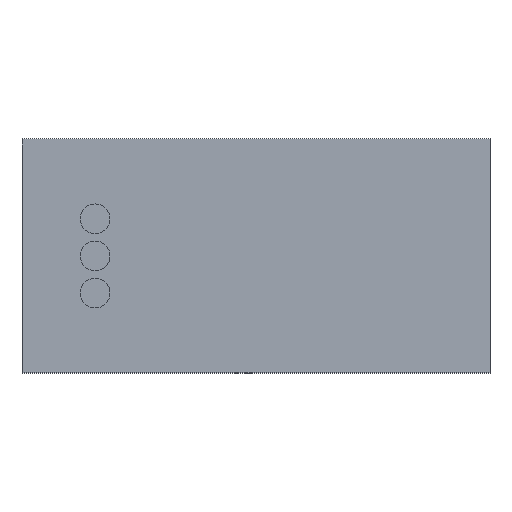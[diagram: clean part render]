
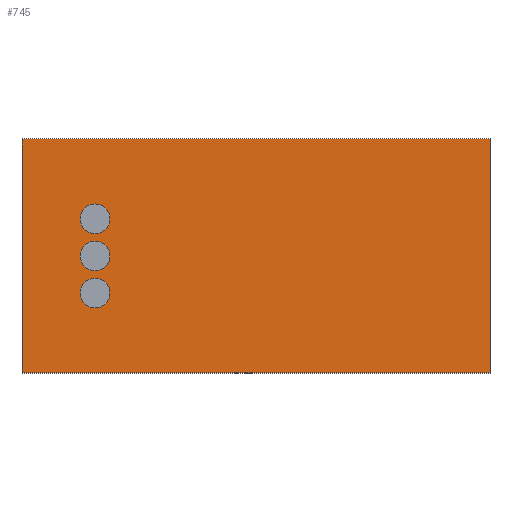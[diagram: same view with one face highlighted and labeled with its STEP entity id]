
A CAD part, top view. The second image highlights one B-rep face of the part: STEP entity #745.
In plain terms, the highlighted planar face has unit normal (0, 0, 1).
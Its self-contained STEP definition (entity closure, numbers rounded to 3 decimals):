
#164 = VERTEX_POINT('',#165);
#165 = CARTESIAN_POINT('',(-16.,8.,2.));
#172 = PLANE('',#173);
#173 = AXIS2_PLACEMENT_3D('',#174,#175,#176);
#174 = CARTESIAN_POINT('',(-16.,8.,0.));
#175 = DIRECTION('',(0.,1.,0.));
#176 = DIRECTION('',(1.,0.,0.));
#184 = PLANE('',#185);
#185 = AXIS2_PLACEMENT_3D('',#186,#187,#188);
#186 = CARTESIAN_POINT('',(-16.,-8.,0.));
#187 = DIRECTION('',(-1.,0.,0.));
#188 = DIRECTION('',(0.,1.,0.));
#196 = EDGE_CURVE('',#164,#197,#199,.T.);
#197 = VERTEX_POINT('',#198);
#198 = CARTESIAN_POINT('',(16.,8.,2.));
#199 = SURFACE_CURVE('',#200,(#204,#211),.PCURVE_S1.);
#200 = LINE('',#201,#202);
#201 = CARTESIAN_POINT('',(-16.,8.,2.));
#202 = VECTOR('',#203,1.);
#203 = DIRECTION('',(1.,0.,0.));
#204 = PCURVE('',#172,#205);
#205 = DEFINITIONAL_REPRESENTATION('',(#206),#210);
#206 = LINE('',#207,#208);
#207 = CARTESIAN_POINT('',(0.,-2.));
#208 = VECTOR('',#209,1.);
#209 = DIRECTION('',(1.,0.));
#210 = ( GEOMETRIC_REPRESENTATION_CONTEXT(2) 
PARAMETRIC_REPRESENTATION_CONTEXT() REPRESENTATION_CONTEXT('2D SPACE',''
  ) );
#211 = PCURVE('',#212,#217);
#212 = PLANE('',#213);
#213 = AXIS2_PLACEMENT_3D('',#214,#215,#216);
#214 = CARTESIAN_POINT('',(0.,0.,2.));
#215 = DIRECTION('',(-0.,-0.,-1.));
#216 = DIRECTION('',(-1.,0.,0.));
#217 = DEFINITIONAL_REPRESENTATION('',(#218),#222);
#218 = LINE('',#219,#220);
#219 = CARTESIAN_POINT('',(16.,8.));
#220 = VECTOR('',#221,1.);
#221 = DIRECTION('',(-1.,0.));
#222 = ( GEOMETRIC_REPRESENTATION_CONTEXT(2) 
PARAMETRIC_REPRESENTATION_CONTEXT() REPRESENTATION_CONTEXT('2D SPACE',''
  ) );
#240 = PLANE('',#241);
#241 = AXIS2_PLACEMENT_3D('',#242,#243,#244);
#242 = CARTESIAN_POINT('',(16.,8.,0.));
#243 = DIRECTION('',(1.,0.,0.));
#244 = DIRECTION('',(0.,-1.,0.));
#282 = EDGE_CURVE('',#197,#283,#285,.T.);
#283 = VERTEX_POINT('',#284);
#284 = CARTESIAN_POINT('',(16.,-8.,2.));
#285 = SURFACE_CURVE('',#286,(#290,#297),.PCURVE_S1.);
#286 = LINE('',#287,#288);
#287 = CARTESIAN_POINT('',(16.,8.,2.));
#288 = VECTOR('',#289,1.);
#289 = DIRECTION('',(0.,-1.,0.));
#290 = PCURVE('',#240,#291);
#291 = DEFINITIONAL_REPRESENTATION('',(#292),#296);
#292 = LINE('',#293,#294);
#293 = CARTESIAN_POINT('',(0.,-2.));
#294 = VECTOR('',#295,1.);
#295 = DIRECTION('',(1.,0.));
#296 = ( GEOMETRIC_REPRESENTATION_CONTEXT(2) 
PARAMETRIC_REPRESENTATION_CONTEXT() REPRESENTATION_CONTEXT('2D SPACE',''
  ) );
#297 = PCURVE('',#212,#298);
#298 = DEFINITIONAL_REPRESENTATION('',(#299),#303);
#299 = LINE('',#300,#301);
#300 = CARTESIAN_POINT('',(-16.,8.));
#301 = VECTOR('',#302,1.);
#302 = DIRECTION('',(0.,-1.));
#303 = ( GEOMETRIC_REPRESENTATION_CONTEXT(2) 
PARAMETRIC_REPRESENTATION_CONTEXT() REPRESENTATION_CONTEXT('2D SPACE',''
  ) );
#321 = PLANE('',#322);
#322 = AXIS2_PLACEMENT_3D('',#323,#324,#325);
#323 = CARTESIAN_POINT('',(16.,-8.,0.));
#324 = DIRECTION('',(0.,-1.,0.));
#325 = DIRECTION('',(-1.,0.,0.));
#358 = EDGE_CURVE('',#283,#359,#361,.T.);
#359 = VERTEX_POINT('',#360);
#360 = CARTESIAN_POINT('',(-16.,-8.,2.));
#361 = SURFACE_CURVE('',#362,(#366,#373),.PCURVE_S1.);
#362 = LINE('',#363,#364);
#363 = CARTESIAN_POINT('',(16.,-8.,2.));
#364 = VECTOR('',#365,1.);
#365 = DIRECTION('',(-1.,0.,0.));
#366 = PCURVE('',#321,#367);
#367 = DEFINITIONAL_REPRESENTATION('',(#368),#372);
#368 = LINE('',#369,#370);
#369 = CARTESIAN_POINT('',(0.,-2.));
#370 = VECTOR('',#371,1.);
#371 = DIRECTION('',(1.,0.));
#372 = ( GEOMETRIC_REPRESENTATION_CONTEXT(2) 
PARAMETRIC_REPRESENTATION_CONTEXT() REPRESENTATION_CONTEXT('2D SPACE',''
  ) );
#373 = PCURVE('',#212,#374);
#374 = DEFINITIONAL_REPRESENTATION('',(#375),#379);
#375 = LINE('',#376,#377);
#376 = CARTESIAN_POINT('',(-16.,-8.));
#377 = VECTOR('',#378,1.);
#378 = DIRECTION('',(1.,0.));
#379 = ( GEOMETRIC_REPRESENTATION_CONTEXT(2) 
PARAMETRIC_REPRESENTATION_CONTEXT() REPRESENTATION_CONTEXT('2D SPACE',''
  ) );
#429 = EDGE_CURVE('',#359,#164,#430,.T.);
#430 = SURFACE_CURVE('',#431,(#435,#442),.PCURVE_S1.);
#431 = LINE('',#432,#433);
#432 = CARTESIAN_POINT('',(-16.,-8.,2.));
#433 = VECTOR('',#434,1.);
#434 = DIRECTION('',(0.,1.,0.));
#435 = PCURVE('',#184,#436);
#436 = DEFINITIONAL_REPRESENTATION('',(#437),#441);
#437 = LINE('',#438,#439);
#438 = CARTESIAN_POINT('',(0.,-2.));
#439 = VECTOR('',#440,1.);
#440 = DIRECTION('',(1.,0.));
#441 = ( GEOMETRIC_REPRESENTATION_CONTEXT(2) 
PARAMETRIC_REPRESENTATION_CONTEXT() REPRESENTATION_CONTEXT('2D SPACE',''
  ) );
#442 = PCURVE('',#212,#443);
#443 = DEFINITIONAL_REPRESENTATION('',(#444),#448);
#444 = LINE('',#445,#446);
#445 = CARTESIAN_POINT('',(16.,-8.));
#446 = VECTOR('',#447,1.);
#447 = DIRECTION('',(0.,1.));
#448 = ( GEOMETRIC_REPRESENTATION_CONTEXT(2) 
PARAMETRIC_REPRESENTATION_CONTEXT() REPRESENTATION_CONTEXT('2D SPACE',''
  ) );
#478 = VERTEX_POINT('',#479);
#479 = CARTESIAN_POINT('',(-9.984,-2.54,2.));
#486 = CYLINDRICAL_SURFACE('',#487,1.016);
#487 = AXIS2_PLACEMENT_3D('',#488,#489,#490);
#488 = CARTESIAN_POINT('',(-11.,-2.54,0.));
#489 = DIRECTION('',(-0.,-0.,-1.));
#490 = DIRECTION('',(1.,0.,0.));
#505 = EDGE_CURVE('',#478,#478,#506,.T.);
#506 = SURFACE_CURVE('',#507,(#512,#519),.PCURVE_S1.);
#507 = CIRCLE('',#508,1.016);
#508 = AXIS2_PLACEMENT_3D('',#509,#510,#511);
#509 = CARTESIAN_POINT('',(-11.,-2.54,2.));
#510 = DIRECTION('',(0.,0.,1.));
#511 = DIRECTION('',(1.,0.,0.));
#512 = PCURVE('',#486,#513);
#513 = DEFINITIONAL_REPRESENTATION('',(#514),#518);
#514 = LINE('',#515,#516);
#515 = CARTESIAN_POINT('',(-0.,-2.));
#516 = VECTOR('',#517,1.);
#517 = DIRECTION('',(-1.,0.));
#518 = ( GEOMETRIC_REPRESENTATION_CONTEXT(2) 
PARAMETRIC_REPRESENTATION_CONTEXT() REPRESENTATION_CONTEXT('2D SPACE',''
  ) );
#519 = PCURVE('',#212,#520);
#520 = DEFINITIONAL_REPRESENTATION('',(#521),#529);
#521 = ( BOUNDED_CURVE() B_SPLINE_CURVE(2,(#522,#523,#524,#525,#526,#527
,#528),.UNSPECIFIED.,.T.,.F.) B_SPLINE_CURVE_WITH_KNOTS((1,2,2,2,2,1),(
    -2.094,0.,2.094,4.189,6.283,
8.378),.UNSPECIFIED.) CURVE() GEOMETRIC_REPRESENTATION_ITEM() 
RATIONAL_B_SPLINE_CURVE((1.,0.5,1.,0.5,1.,0.5,1.)) REPRESENTATION_ITEM(
  '') );
#522 = CARTESIAN_POINT('',(9.984,-2.54));
#523 = CARTESIAN_POINT('',(9.984,-0.78));
#524 = CARTESIAN_POINT('',(11.508,-1.66));
#525 = CARTESIAN_POINT('',(13.032,-2.54));
#526 = CARTESIAN_POINT('',(11.508,-3.42));
#527 = CARTESIAN_POINT('',(9.984,-4.3));
#528 = CARTESIAN_POINT('',(9.984,-2.54));
#529 = ( GEOMETRIC_REPRESENTATION_CONTEXT(2) 
PARAMETRIC_REPRESENTATION_CONTEXT() REPRESENTATION_CONTEXT('2D SPACE',''
  ) );
#564 = VERTEX_POINT('',#565);
#565 = CARTESIAN_POINT('',(-9.984,2.54,2.));
#572 = CYLINDRICAL_SURFACE('',#573,1.016);
#573 = AXIS2_PLACEMENT_3D('',#574,#575,#576);
#574 = CARTESIAN_POINT('',(-11.,2.54,0.));
#575 = DIRECTION('',(-0.,-0.,-1.));
#576 = DIRECTION('',(1.,0.,0.));
#591 = EDGE_CURVE('',#564,#564,#592,.T.);
#592 = SURFACE_CURVE('',#593,(#598,#605),.PCURVE_S1.);
#593 = CIRCLE('',#594,1.016);
#594 = AXIS2_PLACEMENT_3D('',#595,#596,#597);
#595 = CARTESIAN_POINT('',(-11.,2.54,2.));
#596 = DIRECTION('',(0.,0.,1.));
#597 = DIRECTION('',(1.,0.,0.));
#598 = PCURVE('',#572,#599);
#599 = DEFINITIONAL_REPRESENTATION('',(#600),#604);
#600 = LINE('',#601,#602);
#601 = CARTESIAN_POINT('',(-0.,-2.));
#602 = VECTOR('',#603,1.);
#603 = DIRECTION('',(-1.,0.));
#604 = ( GEOMETRIC_REPRESENTATION_CONTEXT(2) 
PARAMETRIC_REPRESENTATION_CONTEXT() REPRESENTATION_CONTEXT('2D SPACE',''
  ) );
#605 = PCURVE('',#212,#606);
#606 = DEFINITIONAL_REPRESENTATION('',(#607),#615);
#607 = ( BOUNDED_CURVE() B_SPLINE_CURVE(2,(#608,#609,#610,#611,#612,#613
,#614),.UNSPECIFIED.,.T.,.F.) B_SPLINE_CURVE_WITH_KNOTS((1,2,2,2,2,1),(
    -2.094,0.,2.094,4.189,6.283,
8.378),.UNSPECIFIED.) CURVE() GEOMETRIC_REPRESENTATION_ITEM() 
RATIONAL_B_SPLINE_CURVE((1.,0.5,1.,0.5,1.,0.5,1.)) REPRESENTATION_ITEM(
  '') );
#608 = CARTESIAN_POINT('',(9.984,2.54));
#609 = CARTESIAN_POINT('',(9.984,4.3));
#610 = CARTESIAN_POINT('',(11.508,3.42));
#611 = CARTESIAN_POINT('',(13.032,2.54));
#612 = CARTESIAN_POINT('',(11.508,1.66));
#613 = CARTESIAN_POINT('',(9.984,0.78));
#614 = CARTESIAN_POINT('',(9.984,2.54));
#615 = ( GEOMETRIC_REPRESENTATION_CONTEXT(2) 
PARAMETRIC_REPRESENTATION_CONTEXT() REPRESENTATION_CONTEXT('2D SPACE',''
  ) );
#650 = VERTEX_POINT('',#651);
#651 = CARTESIAN_POINT('',(-9.984,0.,2.));
#658 = CYLINDRICAL_SURFACE('',#659,1.016);
#659 = AXIS2_PLACEMENT_3D('',#660,#661,#662);
#660 = CARTESIAN_POINT('',(-11.,0.,0.));
#661 = DIRECTION('',(-0.,-0.,-1.));
#662 = DIRECTION('',(1.,0.,0.));
#677 = EDGE_CURVE('',#650,#650,#678,.T.);
#678 = SURFACE_CURVE('',#679,(#684,#691),.PCURVE_S1.);
#679 = CIRCLE('',#680,1.016);
#680 = AXIS2_PLACEMENT_3D('',#681,#682,#683);
#681 = CARTESIAN_POINT('',(-11.,0.,2.));
#682 = DIRECTION('',(0.,0.,1.));
#683 = DIRECTION('',(1.,0.,0.));
#684 = PCURVE('',#658,#685);
#685 = DEFINITIONAL_REPRESENTATION('',(#686),#690);
#686 = LINE('',#687,#688);
#687 = CARTESIAN_POINT('',(-0.,-2.));
#688 = VECTOR('',#689,1.);
#689 = DIRECTION('',(-1.,0.));
#690 = ( GEOMETRIC_REPRESENTATION_CONTEXT(2) 
PARAMETRIC_REPRESENTATION_CONTEXT() REPRESENTATION_CONTEXT('2D SPACE',''
  ) );
#691 = PCURVE('',#212,#692);
#692 = DEFINITIONAL_REPRESENTATION('',(#693),#701);
#693 = ( BOUNDED_CURVE() B_SPLINE_CURVE(2,(#694,#695,#696,#697,#698,#699
,#700),.UNSPECIFIED.,.T.,.F.) B_SPLINE_CURVE_WITH_KNOTS((1,2,2,2,2,1),(
    -2.094,0.,2.094,4.189,6.283,
8.378),.UNSPECIFIED.) CURVE() GEOMETRIC_REPRESENTATION_ITEM() 
RATIONAL_B_SPLINE_CURVE((1.,0.5,1.,0.5,1.,0.5,1.)) REPRESENTATION_ITEM(
  '') );
#694 = CARTESIAN_POINT('',(9.984,0.));
#695 = CARTESIAN_POINT('',(9.984,1.76));
#696 = CARTESIAN_POINT('',(11.508,0.88));
#697 = CARTESIAN_POINT('',(13.032,0.));
#698 = CARTESIAN_POINT('',(11.508,-0.88));
#699 = CARTESIAN_POINT('',(9.984,-1.76));
#700 = CARTESIAN_POINT('',(9.984,0.));
#701 = ( GEOMETRIC_REPRESENTATION_CONTEXT(2) 
PARAMETRIC_REPRESENTATION_CONTEXT() REPRESENTATION_CONTEXT('2D SPACE',''
  ) );
#745 = ADVANCED_FACE('',(#746,#752,#755,#758),#212,.F.);
#746 = FACE_BOUND('',#747,.F.);
#747 = EDGE_LOOP('',(#748,#749,#750,#751));
#748 = ORIENTED_EDGE('',*,*,#196,.T.);
#749 = ORIENTED_EDGE('',*,*,#282,.T.);
#750 = ORIENTED_EDGE('',*,*,#358,.T.);
#751 = ORIENTED_EDGE('',*,*,#429,.T.);
#752 = FACE_BOUND('',#753,.F.);
#753 = EDGE_LOOP('',(#754));
#754 = ORIENTED_EDGE('',*,*,#505,.T.);
#755 = FACE_BOUND('',#756,.F.);
#756 = EDGE_LOOP('',(#757));
#757 = ORIENTED_EDGE('',*,*,#591,.T.);
#758 = FACE_BOUND('',#759,.F.);
#759 = EDGE_LOOP('',(#760));
#760 = ORIENTED_EDGE('',*,*,#677,.T.);
